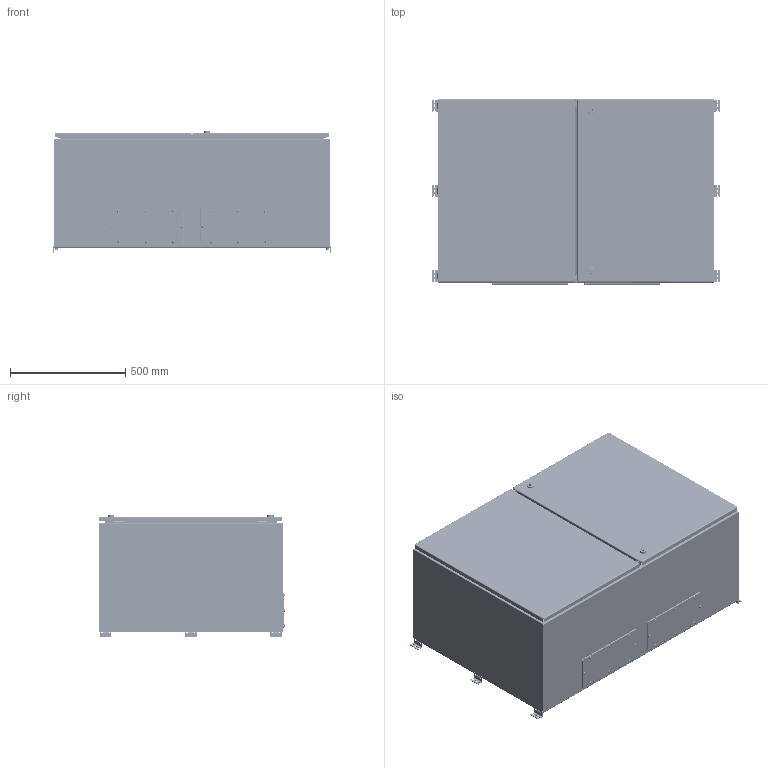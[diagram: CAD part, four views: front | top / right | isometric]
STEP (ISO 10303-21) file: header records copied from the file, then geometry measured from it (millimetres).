
FILE_DESCRIPTION (( 'STEP AP214' ), '1' );
FILE_NAME ('21.120.080.50.STEP', '2025-02-06T10:03:35', ( '' ), ( '' ), 'SwSTEP 2.0', 'SolidWorks 2021', '' );
FILE_SCHEMA (( 'AUTOMOTIVE_DESIGN' ));
Length unit declared in the file: millimetre
Products named in the file (43): Äâåðíîé ïðîôèëü ÌÊ 20 Í800; 21.120.080.50; Çàêëåïêà ðåçüáîâàÿ Ì8 øåñòèãðàííàÿ ñ óìåíüøåííûì áîðòîì; 墊片_1; Ïåòëÿ ùèòîâàÿ ïðèâàðíàÿ; 扻豵鵨 W1200H800D500; ﾇ瑟鶴 MS-705-3D; 昢膼碴鍣 膰豵鵨 W1200H800D500; Ãàéêà Ì6 äëÿ øïèëüêè; 小頭螺絲_1; Øïèëüêà ïðèâàðíàÿ Ì8õ25; 剒蜲錪_30403583_MESAN; 嵑謺麃; Øïèëüêà ïðèâàðíàÿ Ì6õ16; Áîëò Ì6õ10 ñ øåñòèãðàííîé ãîëîâêîé ñ ïðåññøàéáîé; Âèíò Ì4õ10 ìåáåëüíûé; 主體_1; Äâåðü ïðàâàÿ W1200H800; Çàêëåïêà ðåçüáîâàÿ Ì5 øåñòèãðàííàÿ ñ óìåíüøåííûì áîðòîì; Ïåðô. ïðîôèëü äëÿ äíà è ñòåíêè D400; 471.100 Íàñòåííîå êðåïëåíèå; 嵑謺麃 瀁蠉澼鍣2 094; 鐵墊圈_1; Äâåðíîå ïîëîòíî ïðàâîå W1200H800; Ãàéêà M8 DIN6923.step; 署赅 W330D150; Ãàñêåòèíã ëåâîé äâåðè W1200H800; Ãàéêà DIN934- Ì4-Zn; 栺樇罻 H800D500; 嵑謺麃 瀁蠉澼鍣 094; 昑 W1200H800; 妈眚 DIN 912-󋔊0-Zn; Âèíò DIN 967 Ì5õ16 ñ ïîëóêðóãëîé ãîëîâêîé ñ êðåñòîîáðàçíûì øëèöåì; Äâåðü ëåâàÿ W1200H800; Äâåðíîå ïîëîòíî ëåâîå W1200H800; Ïðîêëàäêà êðûøêè ÄÌ W330D150; 鎖芯_1; 螺母_1; Ãàñêåòèíã äâåðè W1200H800; 逄闉 ...
Assembly tree (151 placements, depth 4):
  21.120.080.50
    昢膼碴鍣 膰豵鵨 W1200H800D500
      扻豵鵨 W1200H800D500
      栺樇罻 H800D500  x2
      Çàêëåïêà ðåçüáîâàÿ Ì5 øåñòèãðàííàÿ ñ óìåíüøåííûì áîðòîì  x16
      Çàêëåïêà ðåçüáîâàÿ Ì8 øåñòèãðàííàÿ ñ óìåíüøåííûì áîðòîì  x6
      Øïèëüêà ïðèâàðíàÿ Ì8õ25  x6
      Øïèëüêà ïðèâàðíàÿ Ì6õ16  x8
    Äâåðü ëåâàÿ W1200H800
      Äâåðíîå ïîëîòíî ëåâîå W1200H800
      Ãàñêåòèíã ëåâîé äâåðè W1200H800
      Ïðîôèëü äâåðíîé H800  x2
      Øïèëüêà ïðèâàðíàÿ Ì6õ16  x2
      Ïåòëÿ ùèòîâàÿ ïðèâàðíàÿ  x2
    Äâåðü ïðàâàÿ W1200H800
      Äâåðíîå ïîëîòíî ïðàâîå W1200H800
      Ãàñêåòèíã äâåðè W1200H800
      Ïðîôèëü äâåðíîé H800  x2
      Øïèëüêà ïðèâàðíàÿ Ì6õ16  x2
      Ïåòëÿ ùèòîâàÿ ïðèâàðíàÿ  x2
      ﾇ瑟鶴 MS-705-3D  x2
        主體_1
        鎖芯_1
        墊片_1
        螺母_1
        鐵墊圈_1
        小頭螺絲_1
        剒蜲錪_30403583_MESAN
    昑 W1200H800
    署赅 W330D150  x2
    Ïðîêëàäêà êðûøêè ÄÌ W330D150  x2
    嵑謺麃 瀁蠉澼鍣2 094  x2
      嵑謺麃
      Âòóëêà øàðíèðà
      Ðåçèíêà øàðíèðà
    嵑謺麃 瀁蠉澼鍣 094  x2
      嵑謺麃
      Âòóëêà øàðíèðà
      Ðåçèíêà øàðíèðà
    471.100 Íàñòåííîå êðåïëåíèå  x6
    逄闉  x2
    妈眚 DIN 912-󋔊0-Zn  x6
    Âèíò DIN 967 Ì5õ16 ñ ïîëóêðóãëîé ãîëîâêîé ñ êðåñòîîáðàçíûì øëèöåì  x16
    Âèíò Ì4õ10 ìåáåëüíûé  x4
    Ãàéêà DIN934- Ì4-Zn  x4
    Áîëò Ì6õ10 ñ øåñòèãðàííîé ãîëîâêîé ñ ïðåññøàéáîé  x8
    Ãàéêà M8 DIN6923.step  x6
    Äâåðíîé ïðîôèëü ÌÊ 20 Í800  x4
    Ïåðô. ïðîôèëü äëÿ äíà è ñòåíêè D400  x4
    Ãàéêà Ì6 äëÿ øïèëüêè  x8
Bounding box: 1252 x 810.45 x 531 mm (x, y, z)
Volume: 9602868.7 mm3; surface area: 11216112.7 mm2
Topology: 156 solids, 156 shells, 7359 faces, 18732 edges, 11783 vertices
Faces by surface type: cylinder 3123, plane 2831, bspline 554, cone 542, torus 257, sphere 52
Entity records: 90087 total; most frequent: CARTESIAN_POINT 32942, ORIENTED_EDGE 10886, DIRECTION 9673, EDGE_CURVE 5443, VERTEX_POINT 3431, AXIS2_PLACEMENT_3D 3417, LINE 2839, VECTOR 2839
